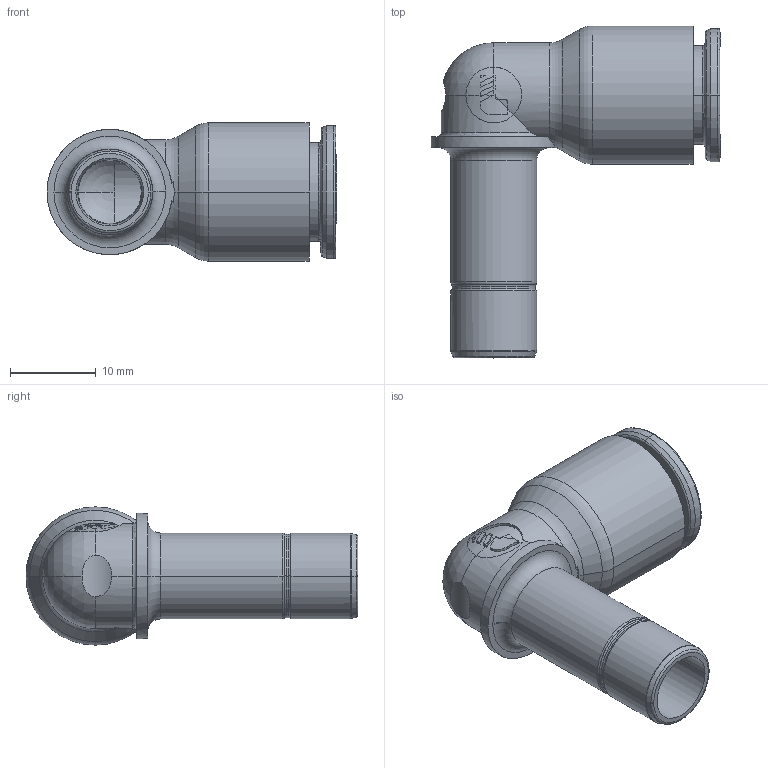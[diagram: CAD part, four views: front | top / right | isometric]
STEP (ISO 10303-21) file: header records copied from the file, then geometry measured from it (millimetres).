
FILE_DESCRIPTION(('STEP AP214'),'1');
FILE_NAME('6882_10_00.stp','2016-07-07T14:49:15',('TraceParts'),('TraceParts S.A.'),'Spatial InterOp 3D',' ',' ');
FILE_SCHEMA(('automotive_design'));
Length unit declared in the file: millimetre
Products named in the file (6): V882-10-00_ASM|Next assembly relationship#44110-19_ASM|Next assembly relationship#44110-32;44110-32; V882-10-00_ASM|Next assembly relationship#44110-19_ASM|Next assembly relationship#44110;44110; V882-10-00_ASM|Next assembly relationship#44110-19_ASM|Next assembly relationship#44110-30;44110-30; V882-10-00_ASM|Next assembly relationship#44110-19_ASM|Next assembly relationship#44110-40;44110-40; V882-10-00_ASM|Next assembly relationship#44520-11-33;44520-11-33; V882-10-00_ASM|Next assembly relationship#44110-11-10-ASM;44110-11-10-ASM
Bounding box: 33.75 x 38.65 x 16.1 mm (x, y, z)
Volume: 3358.7 mm3; surface area: 6325.9 mm2
Topology: 6 solids, 10 shells, 769 faces, 1928 edges, 1197 vertices
Faces by surface type: plane 297, cylinder 155, torus 123, cone 94, bspline 91, sphere 9
Entity records: 26716 total; most frequent: CARTESIAN_POINT 8691, ORIENTED_EDGE 3844, DIRECTION 3588, EDGE_CURVE 1922, AXIS2_PLACEMENT_3D 1285, VERTEX_POINT 1197, LINE 1018, VECTOR 1018
